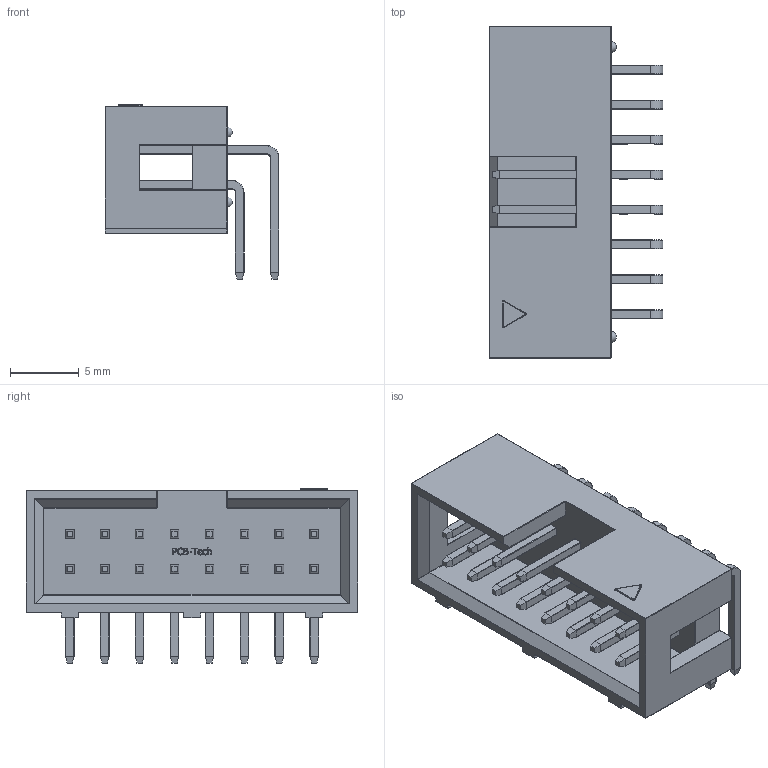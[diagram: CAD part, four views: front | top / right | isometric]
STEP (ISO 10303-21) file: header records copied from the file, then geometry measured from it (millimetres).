
FILE_DESCRIPTION(/* description */ (''),/* implementation_level */ '2;1');
FILE_NAME(/* name */ '16-Pin Shrouded Header (IDC) Right Angle.STEP',/* time_stamp */ '2019-09-21T08:53:59+02:00',/* author */ ('Bernd das Brot'),/* organization */ (''),/* preprocessor_version */ 'ST-DEVELOPER v17',/* originating_system */ 'Autodesk Inventor 2019',/* authorisation */ '');
FILE_SCHEMA (('AUTOMOTIVE_DESIGN { 1 0 10303 214 3 1 1 }'));
Length unit declared in the file: millimetre
Products named in the file (4): 16-Pin Shrouded Header (IDC) Right Angle; Lower Contact; Upper Contact; 16-Pin Shrouded Header Body
Assembly tree (17 placements, depth 2):
  16-Pin Shrouded Header (IDC) Right Angle
    Lower Contact  x8
    Upper Contact  x8
    16-Pin Shrouded Header Body
Bounding box: 12.65 x 24.13 x 12.67 mm (x, y, z)
Volume: 1046.9 mm3; surface area: 2141.2 mm2
Topology: 17 solids, 17 shells, 914 faces, 2284 edges, 1413 vertices
Faces by surface type: plane 426, cylinder 280, torus 87, bspline 80, sphere 41
Entity records: 15427 total; most frequent: CARTESIAN_POINT 3780, ORIENTED_EDGE 2432, DIRECTION 2269, EDGE_CURVE 1216, AXIS2_PLACEMENT_3D 762, LINE 745, VECTOR 745, VERTEX_POINT 741
